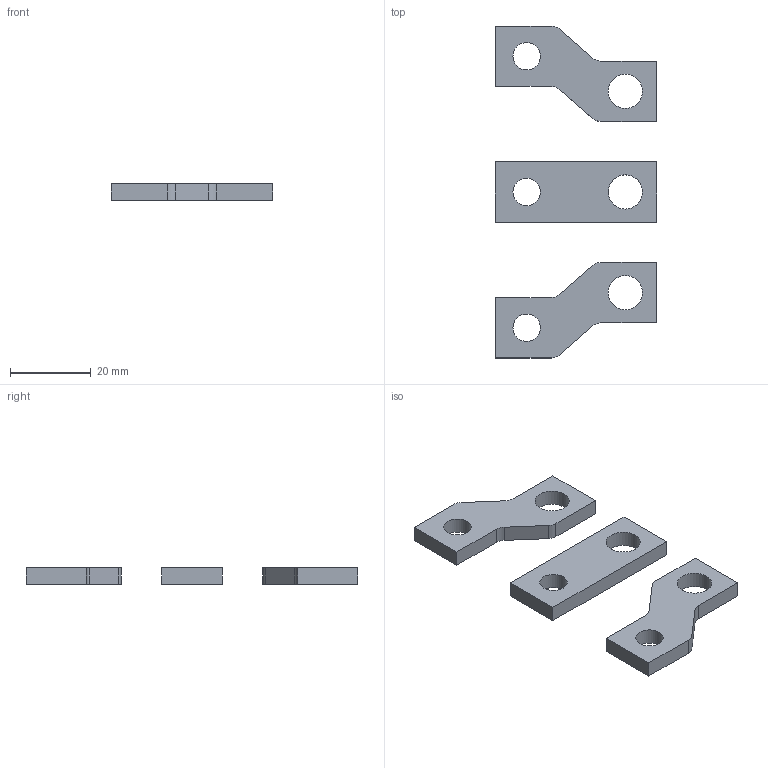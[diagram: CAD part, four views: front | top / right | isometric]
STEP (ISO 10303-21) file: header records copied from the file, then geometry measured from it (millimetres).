
FILE_DESCRIPTION(/* description */ (''),/* implementation_level */ '2;1');
FILE_NAME(/* name */ 'P-125-160-3P.prt.step',/* time_stamp */ '2025-02-14T10:32:12+08:00',/* author */ (''),/* organization */ (''),/* preprocessor_version */ 'ST-DEVELOPER v11',/* originating_system */ 'SIEMENS UGS NX 6.0',/* authorisation */ '');
FILE_SCHEMA (('AUTOMOTIVE_DESIGN { 1 0 10303 214 1 1 1 1 }'));
Length unit declared in the file: millimetre
Products named in the file (1): P-125-160-3P
Bounding box: 40 x 82.4 x 4 mm (x, y, z)
Volume: 8111 mm3; surface area: 6633.6 mm2
Topology: 4 solids, 4 shells, 48 faces, 120 edges, 80 vertices
Faces by surface type: plane 32, cylinder 16
Full cylindrical faces by diameter (mm): 6.8 x4, 8.5 x4
Entity records: 1467 total; most frequent: DIRECTION 242, CARTESIAN_POINT 241, ORIENTED_EDGE 224, EDGE_CURVE 112, AXIS2_PLACEMENT_3D 81, VERTEX_POINT 80, LINE 80, VECTOR 80
